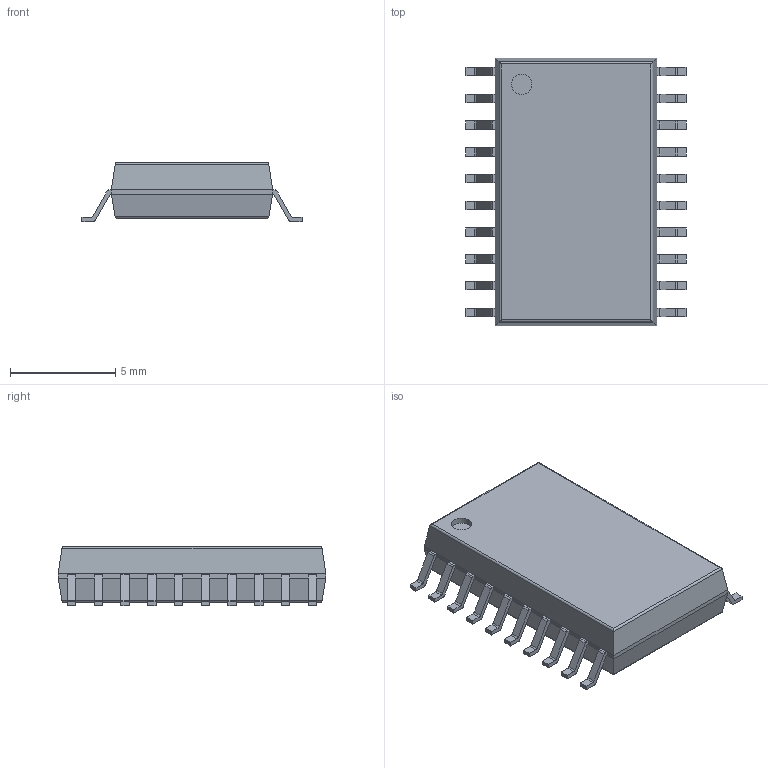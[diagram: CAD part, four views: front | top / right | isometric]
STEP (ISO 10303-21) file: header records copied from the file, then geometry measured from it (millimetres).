
FILE_DESCRIPTION(('FreeCAD Model'),'2;1');
FILE_NAME('1563839.1.1.stp','2020-04-09T22:56:49',( 'Author'),(''),'Open CASCADE STEP processor 6.9','FreeCAD','Unknown' );
FILE_SCHEMA(('AUTOMOTIVE_DESIGN { 1 0 10303 214 1 1 1 1 }'));
Length unit declared in the file: millimetre
Products named in the file (3): ASSEMBLY; Body; PinsArrayLR
Assembly tree (2 placements, depth 2):
  ASSEMBLY
    Body
    PinsArrayLR
Bounding box: 10.45 x 12.7 x 2.8 mm (x, y, z)
Volume: 251.2 mm3; surface area: 339.3 mm2
Topology: 21 solids, 21 shells, 284 faces, 707 edges, 466 vertices
Faces by surface type: plane 215, cylinder 69
Full cylindrical faces by diameter (mm): 0.956 x1
Entity records: 17995 total; most frequent: CARTESIAN_POINT 3406, DIRECTION 2705, LINE 1809, VECTOR 1809, ORIENTED_EDGE 1414, PCURVE 1414, DEFINITIONAL_REPRESENTATION 1414, EDGE_CURVE 707
